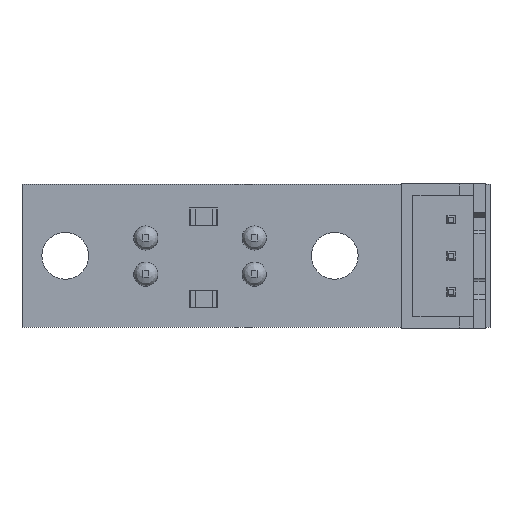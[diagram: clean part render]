
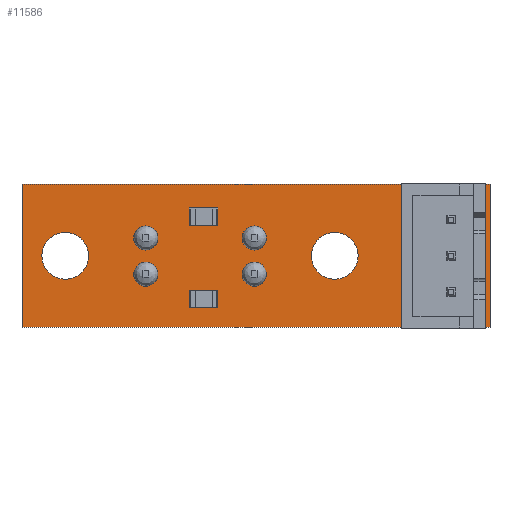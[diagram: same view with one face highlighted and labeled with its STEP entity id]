
A CAD part, front view. The second image highlights one B-rep face of the part: STEP entity #11586.
In plain terms, the highlighted planar face has unit normal (0, -1, 0).
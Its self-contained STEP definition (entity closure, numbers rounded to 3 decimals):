
#819=FACE_BOUND('',#2259,.T.);
#820=FACE_BOUND('',#2260,.T.);
#821=FACE_BOUND('',#2261,.T.);
#822=FACE_BOUND('',#2262,.T.);
#823=FACE_BOUND('',#2263,.T.);
#824=FACE_BOUND('',#2264,.T.);
#979=CIRCLE('',#12012,1.65);
#981=CIRCLE('',#12023,1.65);
#1593=FACE_OUTER_BOUND('',#2258,.T.);
#2258=EDGE_LOOP('',(#10412,#10413,#10414,#10415));
#2259=EDGE_LOOP('',(#10416,#10417,#10418,#10419));
#2260=EDGE_LOOP('',(#10420,#10421,#10422,#10423));
#2261=EDGE_LOOP('',(#10424));
#2262=EDGE_LOOP('',(#10425,#10426,#10427,#10428));
#2263=EDGE_LOOP('',(#10429,#10430,#10431,#10432));
#2264=EDGE_LOOP('',(#10433));
#3321=LINE('',#21167,#4423);
#3324=LINE('',#21173,#4426);
#3327=LINE('',#21179,#4429);
#3330=LINE('',#21183,#4432);
#3333=LINE('',#21191,#4435);
#3336=LINE('',#21197,#4438);
#3339=LINE('',#21203,#4441);
#3342=LINE('',#21207,#4444);
#3345=LINE('',#21220,#4447);
#3348=LINE('',#21226,#4450);
#3351=LINE('',#21232,#4453);
#3354=LINE('',#21236,#4456);
#3357=LINE('',#21244,#4459);
#3360=LINE('',#21250,#4462);
#3363=LINE('',#21256,#4465);
#3366=LINE('',#21260,#4468);
#3369=LINE('',#21268,#4471);
#3372=LINE('',#21274,#4474);
#3375=LINE('',#21280,#4477);
#3378=LINE('',#21284,#4480);
#4423=VECTOR('',#13846,10.);
#4426=VECTOR('',#13851,10.);
#4429=VECTOR('',#13856,10.);
#4432=VECTOR('',#13861,10.);
#4435=VECTOR('',#13866,10.);
#4438=VECTOR('',#13871,10.);
#4441=VECTOR('',#13876,10.);
#4444=VECTOR('',#13881,10.);
#4447=VECTOR('',#13892,10.);
#4450=VECTOR('',#13897,10.);
#4453=VECTOR('',#13902,10.);
#4456=VECTOR('',#13907,10.);
#4459=VECTOR('',#13912,10.);
#4462=VECTOR('',#13917,10.);
#4465=VECTOR('',#13922,10.);
#4468=VECTOR('',#13927,10.);
#4471=VECTOR('',#13932,10.);
#4474=VECTOR('',#13937,10.);
#4477=VECTOR('',#13942,10.);
#4480=VECTOR('',#13947,10.);
#5523=VERTEX_POINT('',#21156);
#5527=VERTEX_POINT('',#21164);
#5528=VERTEX_POINT('',#21166);
#5530=VERTEX_POINT('',#21172);
#5532=VERTEX_POINT('',#21178);
#5535=VERTEX_POINT('',#21188);
#5536=VERTEX_POINT('',#21190);
#5538=VERTEX_POINT('',#21196);
#5540=VERTEX_POINT('',#21202);
#5541=VERTEX_POINT('',#21209);
#5545=VERTEX_POINT('',#21217);
#5546=VERTEX_POINT('',#21219);
#5548=VERTEX_POINT('',#21225);
#5550=VERTEX_POINT('',#21231);
#5553=VERTEX_POINT('',#21241);
#5554=VERTEX_POINT('',#21243);
#5556=VERTEX_POINT('',#21249);
#5558=VERTEX_POINT('',#21255);
#5561=VERTEX_POINT('',#21265);
#5562=VERTEX_POINT('',#21267);
#5564=VERTEX_POINT('',#21273);
#5566=VERTEX_POINT('',#21279);
#7145=EDGE_CURVE('',#5523,#5523,#979,.T.);
#7149=EDGE_CURVE('',#5528,#5527,#3321,.T.);
#7152=EDGE_CURVE('',#5530,#5528,#3324,.T.);
#7155=EDGE_CURVE('',#5532,#5530,#3327,.T.);
#7158=EDGE_CURVE('',#5527,#5532,#3330,.T.);
#7161=EDGE_CURVE('',#5536,#5535,#3333,.T.);
#7164=EDGE_CURVE('',#5538,#5536,#3336,.T.);
#7167=EDGE_CURVE('',#5540,#5538,#3339,.T.);
#7170=EDGE_CURVE('',#5535,#5540,#3342,.T.);
#7171=EDGE_CURVE('',#5541,#5541,#981,.T.);
#7175=EDGE_CURVE('',#5546,#5545,#3345,.T.);
#7178=EDGE_CURVE('',#5548,#5546,#3348,.T.);
#7181=EDGE_CURVE('',#5550,#5548,#3351,.T.);
#7184=EDGE_CURVE('',#5545,#5550,#3354,.T.);
#7187=EDGE_CURVE('',#5554,#5553,#3357,.T.);
#7190=EDGE_CURVE('',#5556,#5554,#3360,.T.);
#7193=EDGE_CURVE('',#5558,#5556,#3363,.T.);
#7196=EDGE_CURVE('',#5553,#5558,#3366,.T.);
#7199=EDGE_CURVE('',#5562,#5561,#3369,.T.);
#7202=EDGE_CURVE('',#5564,#5562,#3372,.T.);
#7205=EDGE_CURVE('',#5566,#5564,#3375,.T.);
#7208=EDGE_CURVE('',#5561,#5566,#3378,.T.);
#10412=ORIENTED_EDGE('',*,*,#7208,.T.);
#10413=ORIENTED_EDGE('',*,*,#7205,.T.);
#10414=ORIENTED_EDGE('',*,*,#7202,.T.);
#10415=ORIENTED_EDGE('',*,*,#7199,.T.);
#10416=ORIENTED_EDGE('',*,*,#7196,.T.);
#10417=ORIENTED_EDGE('',*,*,#7193,.T.);
#10418=ORIENTED_EDGE('',*,*,#7190,.T.);
#10419=ORIENTED_EDGE('',*,*,#7187,.T.);
#10420=ORIENTED_EDGE('',*,*,#7184,.T.);
#10421=ORIENTED_EDGE('',*,*,#7181,.T.);
#10422=ORIENTED_EDGE('',*,*,#7178,.T.);
#10423=ORIENTED_EDGE('',*,*,#7175,.T.);
#10424=ORIENTED_EDGE('',*,*,#7171,.T.);
#10425=ORIENTED_EDGE('',*,*,#7170,.T.);
#10426=ORIENTED_EDGE('',*,*,#7167,.T.);
#10427=ORIENTED_EDGE('',*,*,#7164,.T.);
#10428=ORIENTED_EDGE('',*,*,#7161,.T.);
#10429=ORIENTED_EDGE('',*,*,#7158,.T.);
#10430=ORIENTED_EDGE('',*,*,#7155,.T.);
#10431=ORIENTED_EDGE('',*,*,#7152,.T.);
#10432=ORIENTED_EDGE('',*,*,#7149,.T.);
#10433=ORIENTED_EDGE('',*,*,#7145,.T.);
#10968=PLANE('',#12037);
#11586=ADVANCED_FACE('',(#1593,#819,#820,#821,#822,#823,#824),#10968,.T.);
#12012=AXIS2_PLACEMENT_3D('',#21157,#13838,#13839);
#12023=AXIS2_PLACEMENT_3D('',#21210,#13884,#13885);
#12037=AXIS2_PLACEMENT_3D('',#21285,#13948,#13949);
#13838=DIRECTION('center_axis',(0.,1.,0.));
#13839=DIRECTION('ref_axis',(1.,0.,0.));
#13846=DIRECTION('',(0.,0.,1.));
#13851=DIRECTION('',(-1.,0.,0.));
#13856=DIRECTION('',(0.,0.,-1.));
#13861=DIRECTION('',(1.,0.,0.));
#13866=DIRECTION('',(1.,0.,0.));
#13871=DIRECTION('',(0.,0.,1.));
#13876=DIRECTION('',(-1.,0.,0.));
#13881=DIRECTION('',(0.,0.,-1.));
#13884=DIRECTION('center_axis',(0.,1.,0.));
#13885=DIRECTION('ref_axis',(1.,0.,0.));
#13892=DIRECTION('',(1.,0.,0.));
#13897=DIRECTION('',(0.,0.,1.));
#13902=DIRECTION('',(-1.,0.,0.));
#13907=DIRECTION('',(0.,0.,-1.));
#13912=DIRECTION('',(0.,0.,1.));
#13917=DIRECTION('',(-1.,0.,0.));
#13922=DIRECTION('',(0.,0.,-1.));
#13927=DIRECTION('',(1.,0.,0.));
#13932=DIRECTION('',(0.,0.,-1.));
#13937=DIRECTION('',(-1.,0.,0.));
#13942=DIRECTION('',(0.,0.,1.));
#13947=DIRECTION('',(1.,0.,0.));
#13948=DIRECTION('center_axis',(0.,-1.,0.));
#13949=DIRECTION('ref_axis',(1.,0.,0.));
#21156=CARTESIAN_POINT('',(20.1,-1.6,-3.));
#21157=CARTESIAN_POINT('Origin',(21.75,-1.6,-3.));
#21164=CARTESIAN_POINT('',(8.227,-1.6,-4.045));
#21166=CARTESIAN_POINT('',(8.227,-1.6,-4.495));
#21167=CARTESIAN_POINT('',(8.227,-1.6,-4.495));
#21172=CARTESIAN_POINT('',(8.627,-1.6,-4.495));
#21173=CARTESIAN_POINT('',(8.627,-1.6,-4.495));
#21178=CARTESIAN_POINT('',(8.627,-1.6,-4.045));
#21179=CARTESIAN_POINT('',(8.627,-1.6,-4.045));
#21183=CARTESIAN_POINT('',(8.227,-1.6,-4.045));
#21188=CARTESIAN_POINT('',(16.273,-1.6,-1.505));
#21190=CARTESIAN_POINT('',(15.873,-1.6,-1.505));
#21191=CARTESIAN_POINT('',(15.873,-1.6,-1.505));
#21196=CARTESIAN_POINT('',(15.873,-1.6,-1.955));
#21197=CARTESIAN_POINT('',(15.873,-1.6,-1.955));
#21202=CARTESIAN_POINT('',(16.273,-1.6,-1.955));
#21203=CARTESIAN_POINT('',(16.273,-1.6,-1.955));
#21207=CARTESIAN_POINT('',(16.273,-1.6,-1.505));
#21209=CARTESIAN_POINT('',(1.1,-1.6,-3.));
#21210=CARTESIAN_POINT('Origin',(2.75,-1.6,-3.));
#21217=CARTESIAN_POINT('',(16.273,-1.6,-4.045));
#21219=CARTESIAN_POINT('',(15.873,-1.6,-4.045));
#21220=CARTESIAN_POINT('',(15.873,-1.6,-4.045));
#21225=CARTESIAN_POINT('',(15.873,-1.6,-4.495));
#21226=CARTESIAN_POINT('',(15.873,-1.6,-4.495));
#21231=CARTESIAN_POINT('',(16.273,-1.6,-4.495));
#21232=CARTESIAN_POINT('',(16.273,-1.6,-4.495));
#21236=CARTESIAN_POINT('',(16.273,-1.6,-4.045));
#21241=CARTESIAN_POINT('',(8.227,-1.6,-1.505));
#21243=CARTESIAN_POINT('',(8.227,-1.6,-1.955));
#21244=CARTESIAN_POINT('',(8.227,-1.6,-1.955));
#21249=CARTESIAN_POINT('',(8.627,-1.6,-1.955));
#21250=CARTESIAN_POINT('',(8.627,-1.6,-1.955));
#21255=CARTESIAN_POINT('',(8.627,-1.6,-1.505));
#21256=CARTESIAN_POINT('',(8.627,-1.6,-1.505));
#21260=CARTESIAN_POINT('',(8.227,-1.6,-1.505));
#21265=CARTESIAN_POINT('',(-0.3,-1.6,-8.05));
#21267=CARTESIAN_POINT('',(-0.3,-1.6,2.05));
#21268=CARTESIAN_POINT('',(-0.3,-1.6,-8.05));
#21273=CARTESIAN_POINT('',(32.7,-1.6,2.05));
#21274=CARTESIAN_POINT('',(-0.3,-1.6,2.05));
#21279=CARTESIAN_POINT('',(32.7,-1.6,-8.05));
#21280=CARTESIAN_POINT('',(32.7,-1.6,2.05));
#21284=CARTESIAN_POINT('',(32.7,-1.6,-8.05));
#21285=CARTESIAN_POINT('Origin',(16.2,-1.6,-3.));
